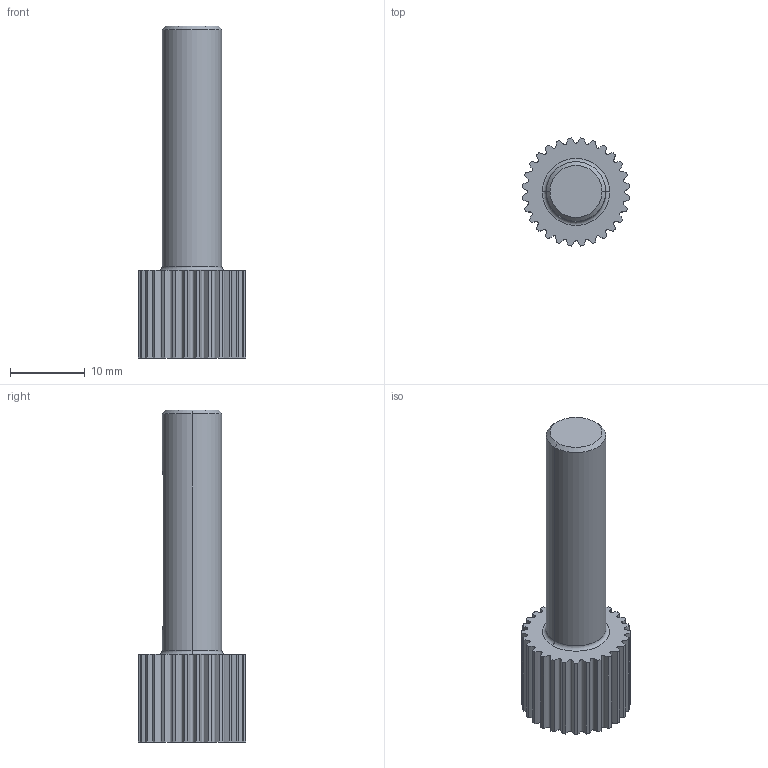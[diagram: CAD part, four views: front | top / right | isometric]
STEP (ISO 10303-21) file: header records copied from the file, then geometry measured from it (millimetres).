
FILE_DESCRIPTION (( 'STEP AP214' ), '1' );
FILE_NAME ('217-6443-001 20180524.STEP', '2018-05-24T13:29:10', ( '' ), ( '' ), 'SwSTEP 2.0', 'SolidWorks 2017', '' );
FILE_SCHEMA (( 'AUTOMOTIVE_DESIGN' ));
Length unit declared in the file: millimetre
Products named in the file (1): 217-6443-001 20180524
Bounding box: 14.4 x 14.4 x 44.3 mm (x, y, z)
Volume: 3157.6 mm3; surface area: 2124.9 mm2
Topology: 1 solids, 1 shells, 74 faces, 204 edges, 133 vertices
Faces by surface type: cylinder 34, bspline 28, plane 6, cone 4, torus 2
Entity records: 8100 total; most frequent: CARTESIAN_POINT 6296, ORIENTED_EDGE 404, DIRECTION 310, EDGE_CURVE 202, VERTEX_POINT 133, AXIS2_PLACEMENT_3D 119, EDGE_LOOP 77, FACE_OUTER_BOUND 74
